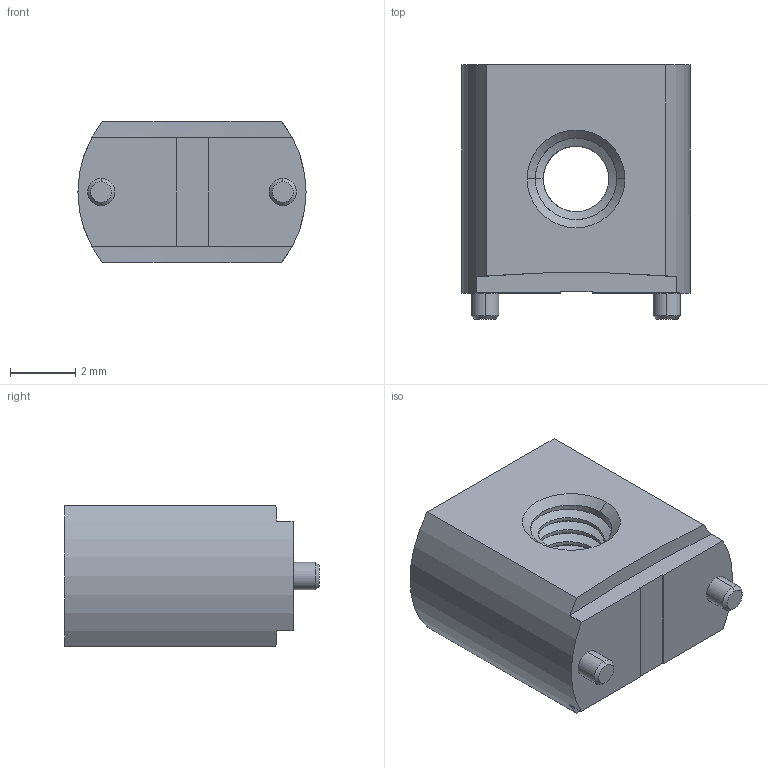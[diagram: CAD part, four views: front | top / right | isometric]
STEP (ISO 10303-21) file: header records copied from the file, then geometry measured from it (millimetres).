
FILE_DESCRIPTION (( 'STEP AP214' ), '1' );
FILE_NAME ('74663125R.STEP', '2023-10-22T07:24:24', ( '' ), ( '' ), 'SwSTEP 2.0', 'SolidWorks 2021', '' );
FILE_SCHEMA (( 'AUTOMOTIVE_DESIGN' ));
Length unit declared in the file: millimetre
Products named in the file (1): 74663125R
Bounding box: 7 x 7.8 x 4.33 mm (x, y, z)
Volume: 176.8 mm3; surface area: 238.7 mm2
Topology: 1 solids, 1 shells, 53 faces, 136 edges, 87 vertices
Faces by surface type: cylinder 26, plane 16, cone 8, bspline 3
Entity records: 4694 total; most frequent: CARTESIAN_POINT 3465, ORIENTED_EDGE 272, DIRECTION 221, EDGE_CURVE 136, VERTEX_POINT 87, AXIS2_PLACEMENT_3D 81, LINE 59, VECTOR 59
